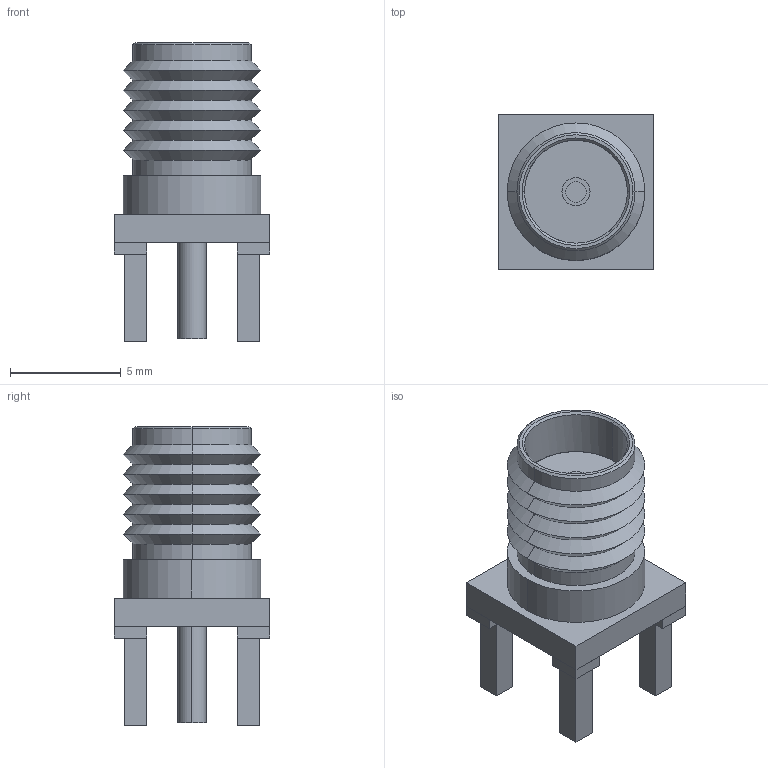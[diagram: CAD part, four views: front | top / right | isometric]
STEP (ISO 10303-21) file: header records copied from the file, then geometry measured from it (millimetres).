
FILE_DESCRIPTION((''),'2;1');
FILE_NAME('AMPHENOL_132134.stp','2013-12-16T17:50:30',(''),(''),'Mechanical Desktop 2011','Mechanical Desktop 2011',', , ');
FILE_SCHEMA(('AUTOMOTIVE_DESIGN { 1 2 10303 214 1 1 1 1 }'));
Length unit declared in the file: millimetre
Products named in the file (1): Product
Bounding box: 7 x 7 x 13.47 mm (x, y, z)
Volume: 259.1 mm3; surface area: 877.9 mm2
Topology: 18 solids, 18 shells, 115 faces, 228 edges, 140 vertices
Faces by surface type: plane 41, cylinder 26, cone 24, bspline 24
Entity records: 2987 total; most frequent: CARTESIAN_POINT 556, DIRECTION 482, ORIENTED_EDGE 456, EDGE_CURVE 228, AXIS2_PLACEMENT_3D 162, VECTOR 158, LINE 158, VERTEX_POINT 140
